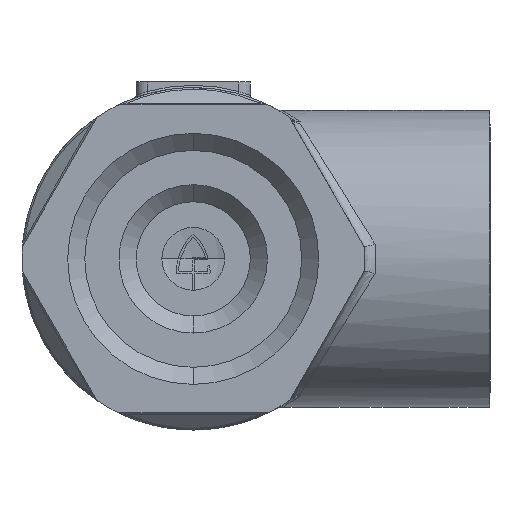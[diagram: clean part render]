
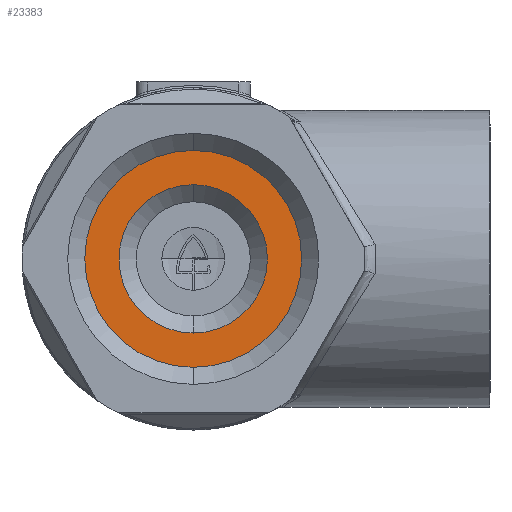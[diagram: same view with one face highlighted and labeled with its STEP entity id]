
A CAD part, front view. The second image highlights one B-rep face of the part: STEP entity #23383.
In plain terms, the highlighted planar face has unit normal (0, -1, 0).
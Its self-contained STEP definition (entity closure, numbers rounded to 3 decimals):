
#4047 = CIRCLE ( 'NONE', #4096, 9.5 ) ;
#4067 = FACE_BOUND ( 'NONE', #23370, .T. ) ;
#4096 = AXIS2_PLACEMENT_3D ( 'NONE', #4147, #4136, #4135 ) ;
#4135 = DIRECTION ( 'NONE',  ( 0., 0., -1. ) ) ;
#4136 = DIRECTION ( 'NONE',  ( 0., -1., 0. ) ) ;
#4142 = DIRECTION ( 'NONE',  ( 0., 0., -1. ) ) ;
#4143 = DIRECTION ( 'NONE',  ( 0., 1., 0. ) ) ;
#4144 = CARTESIAN_POINT ( 'NONE',  ( 0., -9.5, 0. ) ) ;
#4145 = AXIS2_PLACEMENT_3D ( 'NONE', #4144, #4143, #4142 ) ;
#4146 = CIRCLE ( 'NONE', #4145, 6.5 ) ;
#4147 = CARTESIAN_POINT ( 'NONE',  ( 0., -9.5, 0. ) ) ;
#4150 = PLANE ( 'NONE',  #4173 ) ;
#4170 = CARTESIAN_POINT ( 'NONE',  ( 0., -9.5, 0. ) ) ;
#4173 = AXIS2_PLACEMENT_3D ( 'NONE', #4170, #4201, #4200 ) ;
#4174 = FACE_OUTER_BOUND ( 'NONE', #23317, .T. ) ;
#4200 = DIRECTION ( 'NONE',  ( 0., 0., -1. ) ) ;
#4201 = DIRECTION ( 'NONE',  ( 0., -1., 0. ) ) ;
#5684 = CIRCLE ( 'NONE', #5716, 9.5 ) ;
#5716 = AXIS2_PLACEMENT_3D ( 'NONE', #5747, #5741, #5739 ) ;
#5739 = DIRECTION ( 'NONE',  ( 0., 0., -1. ) ) ;
#5741 = DIRECTION ( 'NONE',  ( 0., -1., 0. ) ) ;
#5747 = CARTESIAN_POINT ( 'NONE',  ( 0., -9.5, 0. ) ) ;
#6053 = CARTESIAN_POINT ( 'NONE',  ( 0., -9.5, -9.5 ) ) ;
#6426 = CARTESIAN_POINT ( 'NONE',  ( 0., -9.5, 9.5 ) ) ;
#16201 = CARTESIAN_POINT ( 'NONE',  ( 0., -9.5, 6.5 ) ) ;
#16327 = CARTESIAN_POINT ( 'NONE',  ( 0., -9.5, -6.5 ) ) ;
#16489 = CARTESIAN_POINT ( 'NONE',  ( 0., -9.5, 0. ) ) ;
#16495 = CIRCLE ( 'NONE', #16563, 6.5 ) ;
#16559 = DIRECTION ( 'NONE',  ( 0., 0., -1. ) ) ;
#16560 = DIRECTION ( 'NONE',  ( 0., 1., 0. ) ) ;
#16563 = AXIS2_PLACEMENT_3D ( 'NONE', #16489, #16560, #16559 ) ;
#21505 = VERTEX_POINT ( 'NONE', #16201 ) ;
#21523 = VERTEX_POINT ( 'NONE', #16327 ) ;
#21584 = EDGE_CURVE ( 'NONE', #21523, #21505, #16495, .T. ) ;
#21726 = EDGE_CURVE ( 'NONE', #21794, #21769, #5684, .T. ) ;
#21769 = VERTEX_POINT ( 'NONE', #6053 ) ;
#21794 = VERTEX_POINT ( 'NONE', #6426 ) ;
#23317 = EDGE_LOOP ( 'NONE', ( #23318, #23380 ) ) ;
#23318 = ORIENTED_EDGE ( 'NONE', *, *, #23373, .T. ) ;
#23349 = ORIENTED_EDGE ( 'NONE', *, *, #21584, .T. ) ;
#23370 = EDGE_LOOP ( 'NONE', ( #23349, #23376 ) ) ;
#23372 = EDGE_CURVE ( 'NONE', #21505, #21523, #4146, .T. ) ;
#23373 = EDGE_CURVE ( 'NONE', #21769, #21794, #4047, .T. ) ;
#23376 = ORIENTED_EDGE ( 'NONE', *, *, #23372, .T. ) ;
#23380 = ORIENTED_EDGE ( 'NONE', *, *, #21726, .T. ) ;
#23383 = ADVANCED_FACE ( 'NONE', ( #4067, #4174 ), #4150, .T. ) ;
